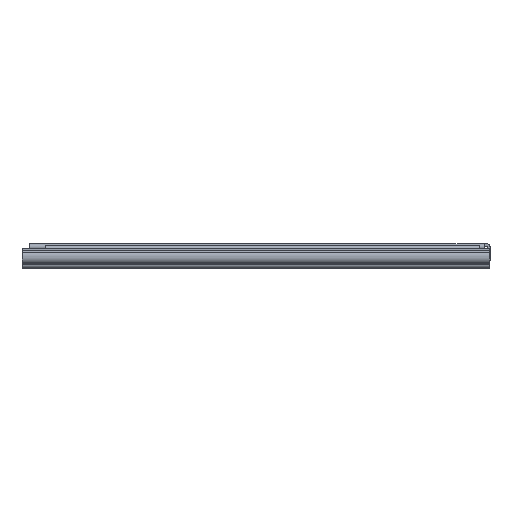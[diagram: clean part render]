
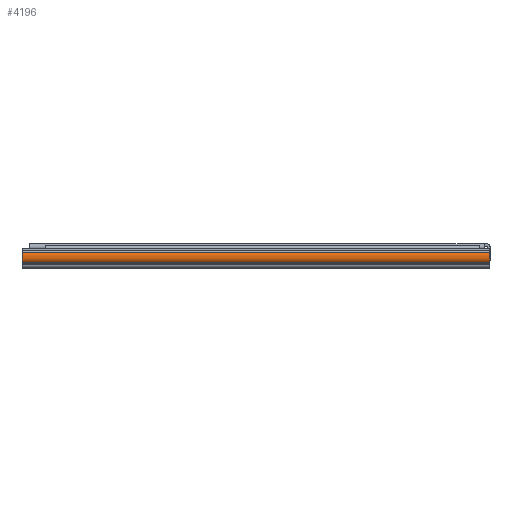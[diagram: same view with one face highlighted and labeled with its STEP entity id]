
A CAD part, front view. The second image highlights one B-rep face of the part: STEP entity #4196.
In plain terms, the highlighted cylindrical face has radius 4 mm (diameter 8 mm), a partial arc.
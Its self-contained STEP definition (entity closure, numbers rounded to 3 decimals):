
#277 = CIRCLE ( 'NONE', #3659, 4. ) ;
#331 = CARTESIAN_POINT ( 'NONE',  ( -250., -7578.876, -9795.568 ) ) ;
#1183 = CYLINDRICAL_SURFACE ( 'NONE', #13399, 4. ) ;
#1379 = CARTESIAN_POINT ( 'NONE',  ( -250., -7581.876, -9798.214 ) ) ;
#2173 = CARTESIAN_POINT ( 'NONE',  ( 0., -7581.876, -9798.214 ) ) ;
#2278 = CARTESIAN_POINT ( 'NONE',  ( -250., -7581.828, -9792.869 ) ) ;
#3659 = AXIS2_PLACEMENT_3D ( 'NONE', #11766, #10325, #16500 ) ;
#3993 = VERTEX_POINT ( 'NONE', #17998 ) ;
#4196 = ADVANCED_FACE ( 'NONE', ( #9879 ), #1183, .T. ) ;
#4495 = VECTOR ( 'NONE', #13625, 1000. ) ;
#5212 = EDGE_CURVE ( 'NONE', #14684, #3993, #7730, .T. ) ;
#5890 = ORIENTED_EDGE ( 'NONE', *, *, #6342, .T. ) ;
#6210 = DIRECTION ( 'NONE',  ( 1., 0., 0. ) ) ;
#6342 = EDGE_CURVE ( 'NONE', #12155, #9037, #13543, .T. ) ;
#6922 = EDGE_LOOP ( 'NONE', ( #9355, #13418, #12252, #5890 ) ) ;
#6925 = VECTOR ( 'NONE', #8895, 1000. ) ;
#7730 = LINE ( 'NONE', #2278, #4495 ) ;
#8043 = EDGE_CURVE ( 'NONE', #3993, #9037, #277, .T. ) ;
#8895 = DIRECTION ( 'NONE',  ( 1., 0., 0. ) ) ;
#9037 = VERTEX_POINT ( 'NONE', #2173 ) ;
#9355 = ORIENTED_EDGE ( 'NONE', *, *, #8043, .F. ) ;
#9879 = FACE_OUTER_BOUND ( 'NONE', #6922, .T. ) ;
#10325 = DIRECTION ( 'NONE',  ( 1., 0., 0. ) ) ;
#10397 = CARTESIAN_POINT ( 'NONE',  ( -250., -7581.828, -9792.869 ) ) ;
#11766 = CARTESIAN_POINT ( 'NONE',  ( 0., -7578.876, -9795.568 ) ) ;
#11883 = CARTESIAN_POINT ( 'NONE',  ( -250., -7581.876, -9798.214 ) ) ;
#12155 = VERTEX_POINT ( 'NONE', #1379 ) ;
#12252 = ORIENTED_EDGE ( 'NONE', *, *, #18755, .T. ) ;
#12867 = DIRECTION ( 'NONE',  ( 0., 0., -1. ) ) ;
#13399 = AXIS2_PLACEMENT_3D ( 'NONE', #17311, #15850, #12867 ) ;
#13418 = ORIENTED_EDGE ( 'NONE', *, *, #5212, .F. ) ;
#13543 = LINE ( 'NONE', #11883, #6925 ) ;
#13625 = DIRECTION ( 'NONE',  ( 1., 0., 0. ) ) ;
#13861 = AXIS2_PLACEMENT_3D ( 'NONE', #331, #6210, #17989 ) ;
#14684 = VERTEX_POINT ( 'NONE', #10397 ) ;
#15102 = CIRCLE ( 'NONE', #13861, 4. ) ;
#15850 = DIRECTION ( 'NONE',  ( 1., 0., 0. ) ) ;
#16500 = DIRECTION ( 'NONE',  ( 0., 0., -1. ) ) ;
#17311 = CARTESIAN_POINT ( 'NONE',  ( -250., -7578.876, -9795.568 ) ) ;
#17989 = DIRECTION ( 'NONE',  ( 0., 0., -1. ) ) ;
#17998 = CARTESIAN_POINT ( 'NONE',  ( 0., -7581.828, -9792.869 ) ) ;
#18755 = EDGE_CURVE ( 'NONE', #14684, #12155, #15102, .T. ) ;
